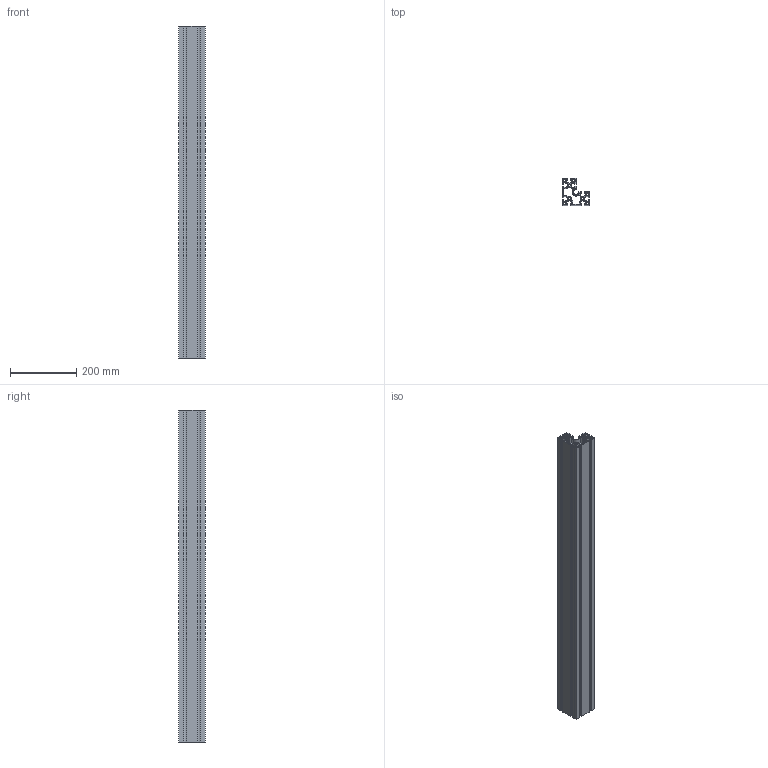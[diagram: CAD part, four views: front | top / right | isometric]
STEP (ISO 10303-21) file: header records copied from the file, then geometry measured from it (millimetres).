
FILE_DESCRIPTION (( 'STEP AP203' ), '1' );
FILE_NAME ('ALF-8840-8G.step', '2024-08-07T10:27:28', ( '' ), ( '' ), 'SwSTEP 2.0', 'SolidWorks 2022', '' );
FILE_SCHEMA (( 'CONFIG_CONTROL_DESIGN' ));
Length unit declared in the file: millimetre
Products named in the file (1): ALF-8840-8G
Bounding box: 80 x 80 x 1000 mm (x, y, z)
Volume: 1521348.6 mm3; surface area: 1033743.4 mm2
Topology: 1 solids, 1 shells, 115 faces, 339 edges, 226 vertices
Faces by surface type: plane 84, cylinder 31
Entity records: 3928 total; most frequent: CARTESIAN_POINT 681, ORIENTED_EDGE 678, DIRECTION 633, EDGE_CURVE 339, LINE 277, VECTOR 277, VERTEX_POINT 226, AXIS2_PLACEMENT_3D 178
